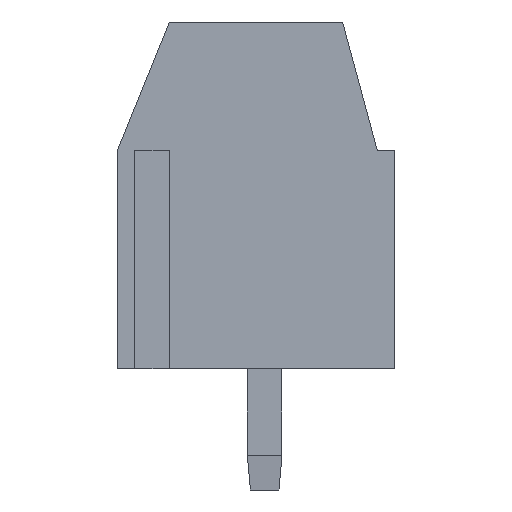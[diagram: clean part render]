
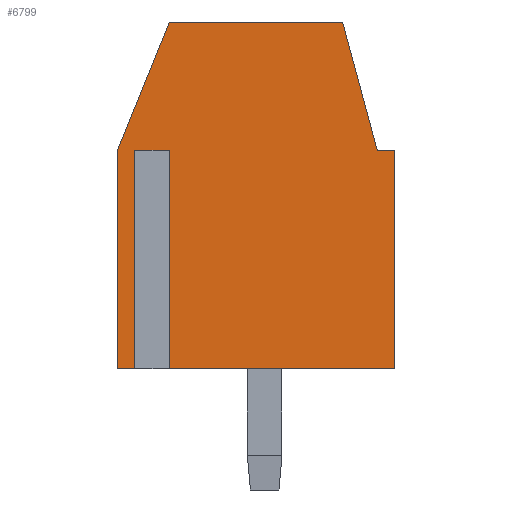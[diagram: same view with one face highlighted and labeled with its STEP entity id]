
A CAD part, left-side view. The second image highlights one B-rep face of the part: STEP entity #6799.
In plain terms, the highlighted free-form (B-spline) face has degree [1, 1] with [2, 2] control points.
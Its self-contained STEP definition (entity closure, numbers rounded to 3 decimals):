
#5936=CARTESIAN_POINT('',(-20.32,3.55,6.3));
#5937=VERTEX_POINT('',#5936);
#5938=CARTESIAN_POINT('',(-20.32,2.95,6.3));
#5939=VERTEX_POINT('',#5938);
#5940=CARTESIAN_POINT('',(-20.32,3.55,6.3));
#5941=DIRECTION('',(0.0,-1.0,0.0));
#5942=VECTOR('',#5941,0.6);
#5943=LINE('',#5940,#5942);
#5944=EDGE_CURVE('',#5937,#5939,#5943,.T.);
#6008=CARTESIAN_POINT('',(-20.32,3.55,0.001));
#6009=VERTEX_POINT('',#6008);
#6010=CARTESIAN_POINT('',(-20.32,3.55,0.001));
#6011=DIRECTION('',(0.0,0.0,1.0));
#6012=VECTOR('',#6011,6.299);
#6013=LINE('',#6010,#6012);
#6014=EDGE_CURVE('',#6009,#5937,#6013,.T.);
#6094=CARTESIAN_POINT('',(-20.32,2.95,0.001));
#6095=VERTEX_POINT('',#6094);
#6096=CARTESIAN_POINT('',(-20.32,2.95,6.3));
#6097=DIRECTION('',(0.0,0.0,-1.0));
#6098=VECTOR('',#6097,6.299);
#6099=LINE('',#6096,#6098);
#6100=EDGE_CURVE('',#5939,#6095,#6099,.T.);
#6183=CARTESIAN_POINT('',(-20.32,2.95,0.001));
#6184=DIRECTION('',(0.0,1.0,0.0));
#6185=VECTOR('',#6184,0.6);
#6186=LINE('',#6183,#6185);
#6187=EDGE_CURVE('',#6095,#6009,#6186,.T.);
#6548=CARTESIAN_POINT('',(-20.32,-3.75,6.3));
#6549=VERTEX_POINT('',#6548);
#6556=CARTESIAN_POINT('',(-20.32,-3.75,0.));
#6557=VERTEX_POINT('',#6556);
#6558=CARTESIAN_POINT('',(-20.32,-3.75,6.3));
#6559=DIRECTION('',(0.0,0.0,-1.0));
#6560=VECTOR('',#6559,6.3);
#6561=LINE('',#6558,#6560);
#6562=EDGE_CURVE('',#6549,#6557,#6561,.T.);
#6627=CARTESIAN_POINT('',(-20.32,-3.25,6.3));
#6628=VERTEX_POINT('',#6627);
#6635=CARTESIAN_POINT('',(-20.32,-3.25,6.3));
#6636=DIRECTION('',(0.0,-1.0,0.0));
#6637=VECTOR('',#6636,0.5);
#6638=LINE('',#6635,#6637);
#6639=EDGE_CURVE('',#6628,#6549,#6638,.T.);
#6651=CARTESIAN_POINT('',(-20.32,-2.25,10.0));
#6652=VERTEX_POINT('',#6651);
#6659=CARTESIAN_POINT('',(-20.32,-2.25,10.0));
#6660=DIRECTION('',(0.0,-0.261,-0.965));
#6661=VECTOR('',#6660,3.833);
#6662=LINE('',#6659,#6661);
#6663=EDGE_CURVE('',#6652,#6628,#6662,.T.);
#6675=CARTESIAN_POINT('',(-20.32,4.25,6.3));
#6676=VERTEX_POINT('',#6675);
#6683=CARTESIAN_POINT('',(-20.32,2.75,10.0));
#6684=VERTEX_POINT('',#6683);
#6685=CARTESIAN_POINT('',(-20.32,4.25,6.3));
#6686=DIRECTION('',(0.0,-0.376,0.927));
#6687=VECTOR('',#6686,3.992);
#6688=LINE('',#6685,#6687);
#6689=EDGE_CURVE('',#6676,#6684,#6688,.T.);
#6706=CARTESIAN_POINT('',(-20.32,4.25,0.));
#6707=VERTEX_POINT('',#6706);
#6714=CARTESIAN_POINT('',(-20.32,4.25,0.));
#6715=DIRECTION('',(0.0,0.0,1.0));
#6716=VECTOR('',#6715,6.3);
#6717=LINE('',#6714,#6716);
#6718=EDGE_CURVE('',#6707,#6676,#6717,.T.);
#6730=CARTESIAN_POINT('',(-20.32,-2.25,10.0));
#6731=DIRECTION('',(0.0,1.0,0.0));
#6732=VECTOR('',#6731,5.0);
#6733=LINE('',#6730,#6732);
#6734=EDGE_CURVE('',#6652,#6684,#6733,.T.);
#6774=CARTESIAN_POINT('',(-20.32,4.25,0.0));
#6775=CARTESIAN_POINT('',(-20.32,4.25,10.0));
#6776=CARTESIAN_POINT('',(-20.32,-3.75,0.0));
#6777=CARTESIAN_POINT('',(-20.32,-3.75,10.0));
#6778=B_SPLINE_SURFACE_WITH_KNOTS('',1,1,((#6774,#6776),(#6775,#6777)),.UNSPECIFIED.,.F.,.F.,.U.,(2,2),(2,2),(0.0,10.0),(0.0,8.0),.UNSPECIFIED.);
#6779=ORIENTED_EDGE('',*,*,#6734,.T.);
#6780=ORIENTED_EDGE('',*,*,#6689,.F.);
#6781=ORIENTED_EDGE('',*,*,#6718,.F.);
#6782=CARTESIAN_POINT('',(-20.32,-3.75,0.));
#6783=DIRECTION('',(0.0,1.0,0.0));
#6784=VECTOR('',#6783,8.0);
#6785=LINE('',#6782,#6784);
#6786=EDGE_CURVE('',#6557,#6707,#6785,.T.);
#6787=ORIENTED_EDGE('',*,*,#6786,.F.);
#6788=ORIENTED_EDGE('',*,*,#6562,.F.);
#6789=ORIENTED_EDGE('',*,*,#6639,.F.);
#6790=ORIENTED_EDGE('',*,*,#6663,.F.);
#6791=EDGE_LOOP('',(#6779,#6780,#6781,#6787,#6788,#6789,#6790));
#6792=FACE_OUTER_BOUND('',#6791,.T.);
#6793=ORIENTED_EDGE('',*,*,#6014,.T.);
#6794=ORIENTED_EDGE('',*,*,#5944,.T.);
#6795=ORIENTED_EDGE('',*,*,#6100,.T.);
#6796=ORIENTED_EDGE('',*,*,#6187,.T.);
#6797=EDGE_LOOP('',(#6793,#6794,#6795,#6796));
#6798=FACE_BOUND('',#6797,.T.);
#6799=ADVANCED_FACE('',(#6792,#6798),#6778,.F.);
